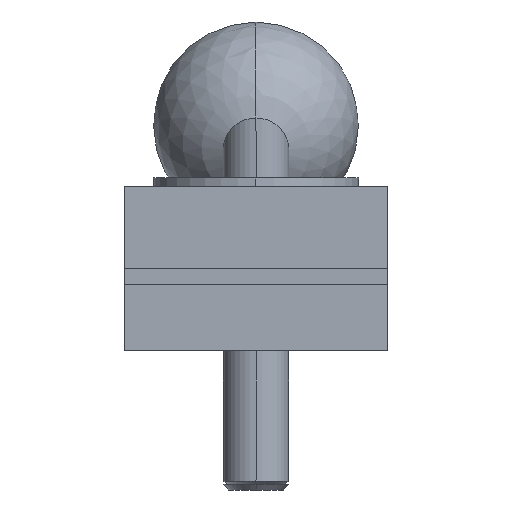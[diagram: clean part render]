
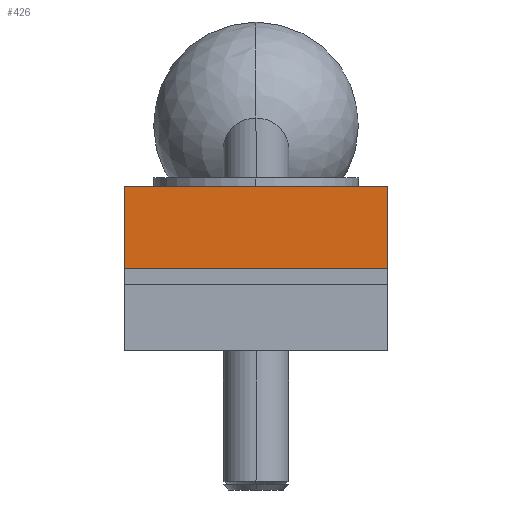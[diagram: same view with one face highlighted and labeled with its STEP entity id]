
A CAD part, left-side view. The second image highlights one B-rep face of the part: STEP entity #426.
In plain terms, the highlighted planar face has unit normal (-1, 0, 0).
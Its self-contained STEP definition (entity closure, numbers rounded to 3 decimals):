
#426=ADVANCED_FACE('',(#1159),#1160,.T.);
#484=EDGE_CURVE('',#998,#966,#1225,.T.);
#586=EDGE_CURVE('',#808,#998,#1343,.T.);
#688=EDGE_CURVE('',#808,#780,#1460,.T.);
#780=VERTEX_POINT('',#1563);
#808=VERTEX_POINT('',#1593);
#966=VERTEX_POINT('',#1766);
#998=VERTEX_POINT('',#1805);
#1104=EDGE_CURVE('',#966,#780,#1922,.T.);
#1159=FACE_OUTER_BOUND('',#1980,.T.);
#1160=PLANE('',#1981);
#1225=LINE('',#2081,#2082);
#1343=LINE('',#2234,#2235);
#1460=LINE('',#2408,#2409);
#1563=CARTESIAN_POINT('',(-32.0,-16.0,20.0));
#1593=CARTESIAN_POINT('',(-32.0,16.0,20.0));
#1766=CARTESIAN_POINT('',(-32.0,-16.0,10.0));
#1805=CARTESIAN_POINT('',(-32.0,16.0,10.0));
#1922=LINE('',#3156,#3157);
#1980=EDGE_LOOP('',(#3185,#3186,#3187,#3188));
#1981=AXIS2_PLACEMENT_3D('',#3189,#3190,#3191);
#2081=CARTESIAN_POINT('',(-32.0,0.,10.0));
#2082=VECTOR('',#3270,1.0);
#2234=CARTESIAN_POINT('',(-32.0,16.0,20.0));
#2235=VECTOR('',#3421,1.0);
#2408=CARTESIAN_POINT('',(-32.0,0.,20.0));
#2409=VECTOR('',#3569,1.0);
#3156=CARTESIAN_POINT('',(-32.0,-16.0,20.0));
#3157=VECTOR('',#4088,1.0);
#3185=ORIENTED_EDGE('',*,*,#1104,.T.);
#3186=ORIENTED_EDGE('',*,*,#688,.F.);
#3187=ORIENTED_EDGE('',*,*,#586,.T.);
#3188=ORIENTED_EDGE('',*,*,#484,.T.);
#3189=CARTESIAN_POINT('',(-32.0,0.,10.0));
#3190=DIRECTION('',(-1.0,0.0,0.0));
#3191=DIRECTION('',(0.0,-1.0,0.));
#3270=DIRECTION('',(0.0,-1.0,0.));
#3421=DIRECTION('',(0.0,0.,-1.0));
#3569=DIRECTION('',(0.0,-1.0,0.));
#4088=DIRECTION('',(0.0,0.,1.0));
